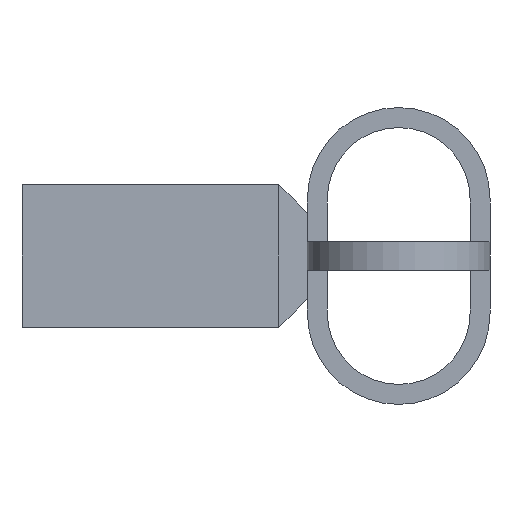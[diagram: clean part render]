
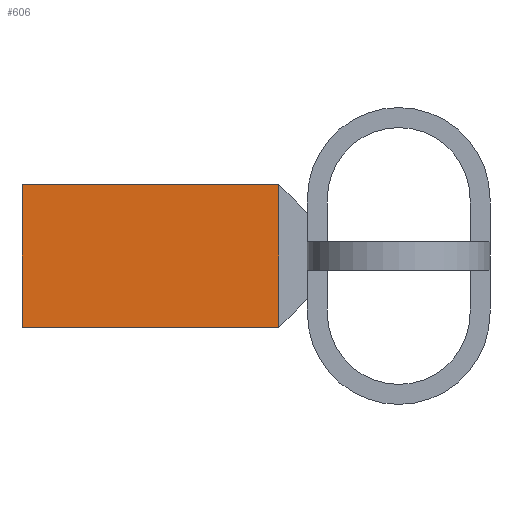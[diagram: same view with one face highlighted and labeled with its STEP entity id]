
A CAD part, left-side view. The second image highlights one B-rep face of the part: STEP entity #606.
In plain terms, the highlighted planar face has unit normal (-1, 0, 0).
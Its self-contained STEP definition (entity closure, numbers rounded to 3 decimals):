
#36 = ORIENTED_EDGE ( 'NONE', *, *, #535, .T. ) ;
#72 = CARTESIAN_POINT ( 'NONE',  ( -2.5, 7.4, -2.5 ) ) ;
#103 = CARTESIAN_POINT ( 'NONE',  ( -2.5, 16.4, 2.5 ) ) ;
#119 = DIRECTION ( 'NONE',  ( 0., 0., 1. ) ) ;
#145 = EDGE_CURVE ( 'NONE', #704, #685, #503, .T. ) ;
#173 = ORIENTED_EDGE ( 'NONE', *, *, #356, .F. ) ;
#176 = CARTESIAN_POINT ( 'NONE',  ( -2.5, 7.4, 2.5 ) ) ;
#185 = VECTOR ( 'NONE', #119, 1000. ) ;
#233 = CARTESIAN_POINT ( 'NONE',  ( -2.5, 16.4, -2.5 ) ) ;
#252 = LINE ( 'NONE', #950, #820 ) ;
#253 = VECTOR ( 'NONE', #294, 1000. ) ;
#282 = FACE_OUTER_BOUND ( 'NONE', #761, .T. ) ;
#294 = DIRECTION ( 'NONE',  ( 0., 0., 1. ) ) ;
#298 = DIRECTION ( 'NONE',  ( 0., 1., 0. ) ) ;
#347 = DIRECTION ( 'NONE',  ( 0., -1., 0. ) ) ;
#348 = ORIENTED_EDGE ( 'NONE', *, *, #507, .F. ) ;
#356 = EDGE_CURVE ( 'NONE', #1073, #360, #252, .T. ) ;
#360 = VERTEX_POINT ( 'NONE', #176 ) ;
#362 = LINE ( 'NONE', #864, #253 ) ;
#379 = CARTESIAN_POINT ( 'NONE',  ( -2.5, 16.4, -2.5 ) ) ;
#503 = LINE ( 'NONE', #844, #766 ) ;
#507 = EDGE_CURVE ( 'NONE', #704, #1073, #955, .T. ) ;
#535 = EDGE_CURVE ( 'NONE', #685, #360, #362, .T. ) ;
#606 = ADVANCED_FACE ( 'NONE', ( #282 ), #905, .F. ) ;
#685 = VERTEX_POINT ( 'NONE', #72 ) ;
#704 = VERTEX_POINT ( 'NONE', #379 ) ;
#720 = DIRECTION ( 'NONE',  ( 1., 0., 0. ) ) ;
#745 = DIRECTION ( 'NONE',  ( 0., -1., 0. ) ) ;
#761 = EDGE_LOOP ( 'NONE', ( #915, #36, #173, #348 ) ) ;
#766 = VECTOR ( 'NONE', #347, 1000. ) ;
#820 = VECTOR ( 'NONE', #745, 1000. ) ;
#844 = CARTESIAN_POINT ( 'NONE',  ( -2.5, 16.4, -2.5 ) ) ;
#864 = CARTESIAN_POINT ( 'NONE',  ( -2.5, 7.4, -2.5 ) ) ;
#905 = PLANE ( 'NONE',  #908 ) ;
#908 = AXIS2_PLACEMENT_3D ( 'NONE', #233, #720, #298 ) ;
#915 = ORIENTED_EDGE ( 'NONE', *, *, #145, .T. ) ;
#950 = CARTESIAN_POINT ( 'NONE',  ( -2.5, 16.4, 2.5 ) ) ;
#955 = LINE ( 'NONE', #1041, #185 ) ;
#1041 = CARTESIAN_POINT ( 'NONE',  ( -2.5, 16.4, -2.5 ) ) ;
#1073 = VERTEX_POINT ( 'NONE', #103 ) ;
